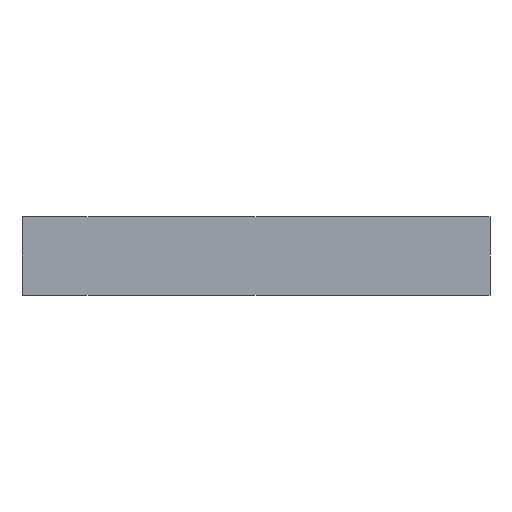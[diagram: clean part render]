
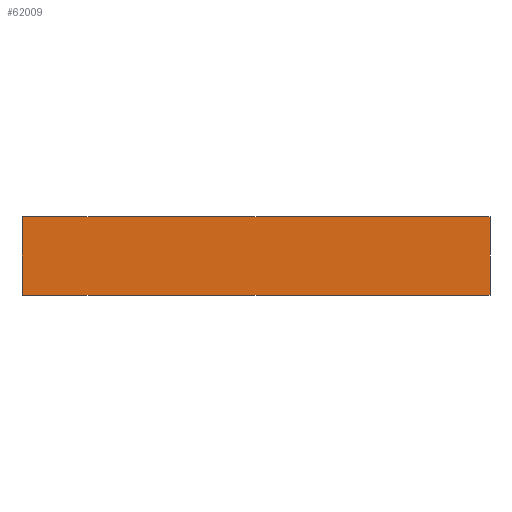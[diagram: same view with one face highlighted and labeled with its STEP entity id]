
A CAD part, front view. The second image highlights one B-rep face of the part: STEP entity #62009.
In plain terms, the highlighted planar face has unit normal (0, -1, 0).
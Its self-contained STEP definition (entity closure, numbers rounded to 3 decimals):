
#58288 = PLANE('',#58289);
#58289 = AXIS2_PLACEMENT_3D('',#58290,#58291,#58292);
#58290 = CARTESIAN_POINT('',(0.,0.,-1.6
    ));
#58291 = DIRECTION('',(0.,0.,-1.));
#58292 = DIRECTION('',(-1.,0.,0.));
#58428 = PLANE('',#58429);
#58429 = AXIS2_PLACEMENT_3D('',#58430,#58431,#58432);
#58430 = CARTESIAN_POINT('',(0.,0.,1.6)
  );
#58431 = DIRECTION('',(0.,0.,1.));
#58432 = DIRECTION('',(0.,1.,0.));
#59800 = EDGE_CURVE('',#59801,#59803,#59805,.T.);
#59801 = VERTEX_POINT('',#59802);
#59802 = CARTESIAN_POINT('',(-9.5,-82.5,-1.6));
#59803 = VERTEX_POINT('',#59804);
#59804 = CARTESIAN_POINT('',(9.5,-82.5,-1.6));
#59805 = SURFACE_CURVE('',#59806,(#59810,#59817),.PCURVE_S1.);
#59806 = LINE('',#59807,#59808);
#59807 = CARTESIAN_POINT('',(-9.5,-82.5,-1.6));
#59808 = VECTOR('',#59809,1.);
#59809 = DIRECTION('',(1.,-0.,0.));
#59810 = PCURVE('',#58288,#59811);
#59811 = DEFINITIONAL_REPRESENTATION('',(#59812),#59816);
#59812 = LINE('',#59813,#59814);
#59813 = CARTESIAN_POINT('',(9.5,-82.5));
#59814 = VECTOR('',#59815,1.);
#59815 = DIRECTION('',(-1.,0.));
#59816 = ( GEOMETRIC_REPRESENTATION_CONTEXT(2) 
PARAMETRIC_REPRESENTATION_CONTEXT() REPRESENTATION_CONTEXT('2D SPACE',''
  ) );
#59817 = PCURVE('',#59818,#59823);
#59818 = PLANE('',#59819);
#59819 = AXIS2_PLACEMENT_3D('',#59820,#59821,#59822);
#59820 = CARTESIAN_POINT('',(0.,-82.5,0.));
#59821 = DIRECTION('',(0.,-1.,0.));
#59822 = DIRECTION('',(0.,0.,-1.));
#59823 = DEFINITIONAL_REPRESENTATION('',(#59824),#59828);
#59824 = LINE('',#59825,#59826);
#59825 = CARTESIAN_POINT('',(1.6,-9.5));
#59826 = VECTOR('',#59827,1.);
#59827 = DIRECTION('',(0.,1.));
#59828 = ( GEOMETRIC_REPRESENTATION_CONTEXT(2) 
PARAMETRIC_REPRESENTATION_CONTEXT() REPRESENTATION_CONTEXT('2D SPACE',''
  ) );
#59846 = PLANE('',#59847);
#59847 = AXIS2_PLACEMENT_3D('',#59848,#59849,#59850);
#59848 = CARTESIAN_POINT('',(-9.5,-70.,0.));
#59849 = DIRECTION('',(-1.,0.,0.));
#59850 = DIRECTION('',(0.,0.,-1.));
#60157 = PLANE('',#60158);
#60158 = AXIS2_PLACEMENT_3D('',#60159,#60160,#60161);
#60159 = CARTESIAN_POINT('',(9.5,-70.,0.));
#60160 = DIRECTION('',(1.,0.,0.));
#60161 = DIRECTION('',(0.,0.,1.));
#60337 = EDGE_CURVE('',#60338,#60340,#60342,.T.);
#60338 = VERTEX_POINT('',#60339);
#60339 = CARTESIAN_POINT('',(9.5,-82.5,1.6));
#60340 = VERTEX_POINT('',#60341);
#60341 = CARTESIAN_POINT('',(-9.5,-82.5,1.6));
#60342 = SURFACE_CURVE('',#60343,(#60347,#60354),.PCURVE_S1.);
#60343 = LINE('',#60344,#60345);
#60344 = CARTESIAN_POINT('',(9.5,-82.5,1.6));
#60345 = VECTOR('',#60346,1.);
#60346 = DIRECTION('',(-1.,0.,0.));
#60347 = PCURVE('',#58428,#60348);
#60348 = DEFINITIONAL_REPRESENTATION('',(#60349),#60353);
#60349 = LINE('',#60350,#60351);
#60350 = CARTESIAN_POINT('',(-82.5,-9.5));
#60351 = VECTOR('',#60352,1.);
#60352 = DIRECTION('',(0.,1.));
#60353 = ( GEOMETRIC_REPRESENTATION_CONTEXT(2) 
PARAMETRIC_REPRESENTATION_CONTEXT() REPRESENTATION_CONTEXT('2D SPACE',''
  ) );
#60354 = PCURVE('',#59818,#60355);
#60355 = DEFINITIONAL_REPRESENTATION('',(#60356),#60360);
#60356 = LINE('',#60357,#60358);
#60357 = CARTESIAN_POINT('',(-1.6,9.5));
#60358 = VECTOR('',#60359,1.);
#60359 = DIRECTION('',(0.,-1.));
#60360 = ( GEOMETRIC_REPRESENTATION_CONTEXT(2) 
PARAMETRIC_REPRESENTATION_CONTEXT() REPRESENTATION_CONTEXT('2D SPACE',''
  ) );
#62009 = ADVANCED_FACE('',(#62010),#59818,.T.);
#62010 = FACE_BOUND('',#62011,.T.);
#62011 = EDGE_LOOP('',(#62012,#62013,#62034,#62035));
#62012 = ORIENTED_EDGE('',*,*,#59800,.T.);
#62013 = ORIENTED_EDGE('',*,*,#62014,.F.);
#62014 = EDGE_CURVE('',#60338,#59803,#62015,.T.);
#62015 = SURFACE_CURVE('',#62016,(#62020,#62027),.PCURVE_S1.);
#62016 = LINE('',#62017,#62018);
#62017 = CARTESIAN_POINT('',(9.5,-82.5,1.6));
#62018 = VECTOR('',#62019,1.);
#62019 = DIRECTION('',(0.,0.,-1.));
#62020 = PCURVE('',#59818,#62021);
#62021 = DEFINITIONAL_REPRESENTATION('',(#62022),#62026);
#62022 = LINE('',#62023,#62024);
#62023 = CARTESIAN_POINT('',(-1.6,9.5));
#62024 = VECTOR('',#62025,1.);
#62025 = DIRECTION('',(1.,0.));
#62026 = ( GEOMETRIC_REPRESENTATION_CONTEXT(2) 
PARAMETRIC_REPRESENTATION_CONTEXT() REPRESENTATION_CONTEXT('2D SPACE',''
  ) );
#62027 = PCURVE('',#60157,#62028);
#62028 = DEFINITIONAL_REPRESENTATION('',(#62029),#62033);
#62029 = LINE('',#62030,#62031);
#62030 = CARTESIAN_POINT('',(1.6,12.5));
#62031 = VECTOR('',#62032,1.);
#62032 = DIRECTION('',(-1.,0.));
#62033 = ( GEOMETRIC_REPRESENTATION_CONTEXT(2) 
PARAMETRIC_REPRESENTATION_CONTEXT() REPRESENTATION_CONTEXT('2D SPACE',''
  ) );
#62034 = ORIENTED_EDGE('',*,*,#60337,.T.);
#62035 = ORIENTED_EDGE('',*,*,#62036,.T.);
#62036 = EDGE_CURVE('',#60340,#59801,#62037,.T.);
#62037 = SURFACE_CURVE('',#62038,(#62042,#62049),.PCURVE_S1.);
#62038 = LINE('',#62039,#62040);
#62039 = CARTESIAN_POINT('',(-9.5,-82.5,1.6));
#62040 = VECTOR('',#62041,1.);
#62041 = DIRECTION('',(0.,0.,-1.));
#62042 = PCURVE('',#59818,#62043);
#62043 = DEFINITIONAL_REPRESENTATION('',(#62044),#62048);
#62044 = LINE('',#62045,#62046);
#62045 = CARTESIAN_POINT('',(-1.6,-9.5));
#62046 = VECTOR('',#62047,1.);
#62047 = DIRECTION('',(1.,0.));
#62048 = ( GEOMETRIC_REPRESENTATION_CONTEXT(2) 
PARAMETRIC_REPRESENTATION_CONTEXT() REPRESENTATION_CONTEXT('2D SPACE',''
  ) );
#62049 = PCURVE('',#59846,#62050);
#62050 = DEFINITIONAL_REPRESENTATION('',(#62051),#62055);
#62051 = LINE('',#62052,#62053);
#62052 = CARTESIAN_POINT('',(-1.6,12.5));
#62053 = VECTOR('',#62054,1.);
#62054 = DIRECTION('',(1.,0.));
#62055 = ( GEOMETRIC_REPRESENTATION_CONTEXT(2) 
PARAMETRIC_REPRESENTATION_CONTEXT() REPRESENTATION_CONTEXT('2D SPACE',''
  ) );
